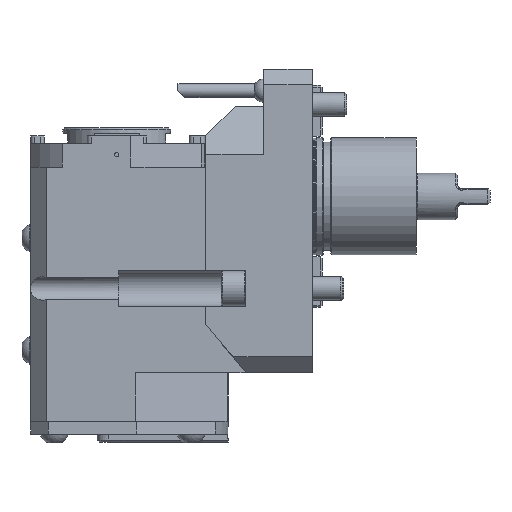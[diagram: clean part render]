
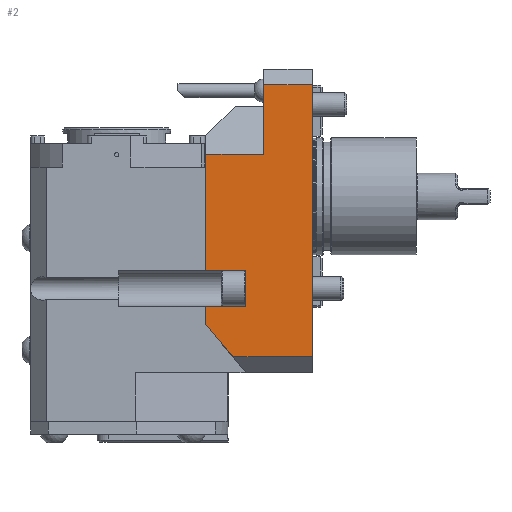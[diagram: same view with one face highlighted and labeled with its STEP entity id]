
A CAD part, left-side view. The second image highlights one B-rep face of the part: STEP entity #2.
In plain terms, the highlighted planar face has unit normal (-1, 0, 0).
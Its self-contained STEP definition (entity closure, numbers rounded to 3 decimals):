
#2 = ADVANCED_FACE ( 'Defeature completata1_12', ( #6151 ), #14960, .T. ) ;
#227 = CARTESIAN_POINT ( 'NONE',  ( -54., 54.5, -37.905 ) ) ;
#248 = VERTEX_POINT ( 'NONE', #619 ) ;
#619 = CARTESIAN_POINT ( 'NONE',  ( -54., 54.5, 21.5 ) ) ;
#785 = ORIENTED_EDGE ( 'NONE', *, *, #13748, .T. ) ;
#1487 = VECTOR ( 'NONE', #24143, 1000. ) ;
#1862 = DIRECTION ( 'NONE',  ( 0., 0., -1. ) ) ;
#2844 = CARTESIAN_POINT ( 'NONE',  ( -54., 0., 65. ) ) ;
#2932 = LINE ( 'NONE', #9499, #4284 ) ;
#3861 = DIRECTION ( 'NONE',  ( 0., -0.643, -0.766 ) ) ;
#4007 = CARTESIAN_POINT ( 'NONE',  ( -54., 54.5, -50. ) ) ;
#4283 = LINE ( 'NONE', #26339, #14635 ) ;
#4284 = VECTOR ( 'NONE', #7060, 1000. ) ;
#4718 = DIRECTION ( 'NONE',  ( 0., 0., -1. ) ) ;
#4737 = VECTOR ( 'NONE', #1862, 1000. ) ;
#5197 = ORIENTED_EDGE ( 'NONE', *, *, #11675, .T. ) ;
#5463 = ORIENTED_EDGE ( 'NONE', *, *, #19605, .T. ) ;
#6151 = FACE_OUTER_BOUND ( 'NONE', #16951, .T. ) ;
#6679 = CARTESIAN_POINT ( 'NONE',  ( -54., 100., -56.407 ) ) ;
#6778 = ORIENTED_EDGE ( 'NONE', *, *, #25245, .F. ) ;
#6989 = CARTESIAN_POINT ( 'NONE',  ( -54., 25., 21.5 ) ) ;
#7060 = DIRECTION ( 'NONE',  ( 0., 1., 0. ) ) ;
#7742 = VERTEX_POINT ( 'NONE', #26319 ) ;
#8021 = VERTEX_POINT ( 'NONE', #26741 ) ;
#8145 = CARTESIAN_POINT ( 'NONE',  ( -54., 34., -56.407 ) ) ;
#9499 = CARTESIAN_POINT ( 'NONE',  ( -54., 25., 57. ) ) ;
#9776 = VECTOR ( 'NONE', #27436, 1000. ) ;
#9878 = EDGE_CURVE ( 'NONE', #23000, #25135, #17816, .T. ) ;
#10356 = CARTESIAN_POINT ( 'NONE',  ( -54., 100., -50. ) ) ;
#10658 = DIRECTION ( 'NONE',  ( 0., 0., -1. ) ) ;
#10714 = EDGE_CURVE ( 'NONE', #7742, #15668, #17562, .T. ) ;
#11095 = VECTOR ( 'NONE', #24039, 1000. ) ;
#11204 = LINE ( 'NONE', #20000, #11095 ) ;
#11675 = EDGE_CURVE ( 'NONE', #14087, #23000, #12771, .T. ) ;
#12512 = DIRECTION ( 'NONE',  ( -1., 0., 0. ) ) ;
#12547 = CARTESIAN_POINT ( 'NONE',  ( -54., 40.655, -82. ) ) ;
#12677 = VERTEX_POINT ( 'NONE', #12737 ) ;
#12737 = CARTESIAN_POINT ( 'NONE',  ( -54., 54.5, -65.5 ) ) ;
#12771 = LINE ( 'NONE', #19113, #1487 ) ;
#13062 = DIRECTION ( 'NONE',  ( 0., -1., 0. ) ) ;
#13748 = EDGE_CURVE ( 'NONE', #22665, #20594, #4283, .T. ) ;
#13836 = VECTOR ( 'NONE', #10658, 1000. ) ;
#14039 = LINE ( 'NONE', #18621, #9776 ) ;
#14087 = VERTEX_POINT ( 'NONE', #227 ) ;
#14516 = CARTESIAN_POINT ( 'NONE',  ( -54., 80.932, -34. ) ) ;
#14635 = VECTOR ( 'NONE', #13062, 1000. ) ;
#14960 = PLANE ( 'NONE',  #19167 ) ;
#15073 = EDGE_CURVE ( 'NONE', #12677, #22665, #21003, .T. ) ;
#15223 = VECTOR ( 'NONE', #17937, 1000. ) ;
#15496 = LINE ( 'NONE', #2844, #15223 ) ;
#15632 = DIRECTION ( 'NONE',  ( 0., 1., 0. ) ) ;
#15668 = VERTEX_POINT ( 'NONE', #6989 ) ;
#15762 = VECTOR ( 'NONE', #4718, 1000. ) ;
#15804 = CARTESIAN_POINT ( 'NONE',  ( -54., 34., -50. ) ) ;
#16259 = ORIENTED_EDGE ( 'NONE', *, *, #25777, .T. ) ;
#16627 = VECTOR ( 'NONE', #15632, 1000. ) ;
#16951 = EDGE_LOOP ( 'NONE', ( #17740, #785, #6778, #27316, #26978, #22445, #16259, #5197, #23684, #5463, #23004 ) ) ;
#17562 = LINE ( 'NONE', #19146, #13836 ) ;
#17654 = LINE ( 'NONE', #6679, #16627 ) ;
#17740 = ORIENTED_EDGE ( 'NONE', *, *, #15073, .T. ) ;
#17816 = LINE ( 'NONE', #15804, #15762 ) ;
#17937 = DIRECTION ( 'NONE',  ( 0., 0., -1. ) ) ;
#18366 = CARTESIAN_POINT ( 'NONE',  ( -54., 54.5, -56.407 ) ) ;
#18602 = VERTEX_POINT ( 'NONE', #18366 ) ;
#18621 = CARTESIAN_POINT ( 'NONE',  ( -54., 100., 21.5 ) ) ;
#18771 = VECTOR ( 'NONE', #3861, 1000. ) ;
#18996 = DIRECTION ( 'NONE',  ( 0., 0., 1. ) ) ;
#19006 = CARTESIAN_POINT ( 'NONE',  ( -54., 34., -37.905 ) ) ;
#19084 = CARTESIAN_POINT ( 'NONE',  ( -54., 0., -82. ) ) ;
#19113 = CARTESIAN_POINT ( 'NONE',  ( -54., 100., -37.905 ) ) ;
#19146 = CARTESIAN_POINT ( 'NONE',  ( -54., 25., 65. ) ) ;
#19167 = AXIS2_PLACEMENT_3D ( 'NONE', #10356, #12512, #18996 ) ;
#19605 = EDGE_CURVE ( 'NONE', #25135, #18602, #17654, .T. ) ;
#20000 = CARTESIAN_POINT ( 'NONE',  ( -54., 54.5, -50. ) ) ;
#20594 = VERTEX_POINT ( 'NONE', #19084 ) ;
#21003 = LINE ( 'NONE', #14516, #18771 ) ;
#21092 = EDGE_CURVE ( 'NONE', #18602, #12677, #23741, .T. ) ;
#22445 = ORIENTED_EDGE ( 'NONE', *, *, #28097, .T. ) ;
#22665 = VERTEX_POINT ( 'NONE', #12547 ) ;
#23000 = VERTEX_POINT ( 'NONE', #19006 ) ;
#23004 = ORIENTED_EDGE ( 'NONE', *, *, #21092, .T. ) ;
#23684 = ORIENTED_EDGE ( 'NONE', *, *, #9878, .T. ) ;
#23741 = LINE ( 'NONE', #4007, #4737 ) ;
#24039 = DIRECTION ( 'NONE',  ( 0., 0., -1. ) ) ;
#24143 = DIRECTION ( 'NONE',  ( 0., -1., 0. ) ) ;
#25135 = VERTEX_POINT ( 'NONE', #8145 ) ;
#25245 = EDGE_CURVE ( 'NONE', #8021, #20594, #15496, .T. ) ;
#25777 = EDGE_CURVE ( 'NONE', #248, #14087, #11204, .T. ) ;
#26319 = CARTESIAN_POINT ( 'NONE',  ( -54., 25., 57. ) ) ;
#26339 = CARTESIAN_POINT ( 'NONE',  ( -54., 100., -82. ) ) ;
#26741 = CARTESIAN_POINT ( 'NONE',  ( -54., 0., 57. ) ) ;
#26978 = ORIENTED_EDGE ( 'NONE', *, *, #10714, .T. ) ;
#27316 = ORIENTED_EDGE ( 'NONE', *, *, #28425, .T. ) ;
#27436 = DIRECTION ( 'NONE',  ( 0., 1., 0. ) ) ;
#28097 = EDGE_CURVE ( 'NONE', #15668, #248, #14039, .T. ) ;
#28425 = EDGE_CURVE ( 'NONE', #8021, #7742, #2932, .T. ) ;
